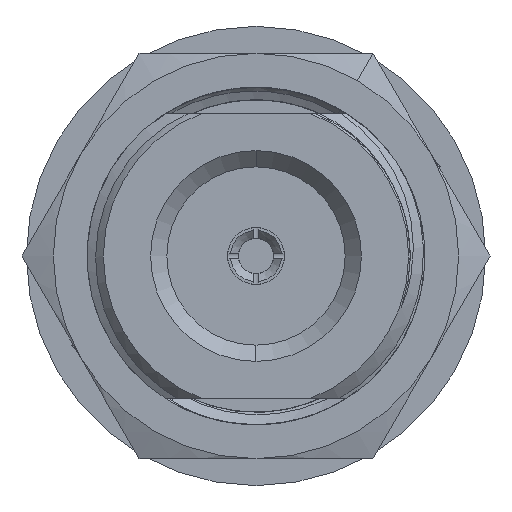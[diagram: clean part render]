
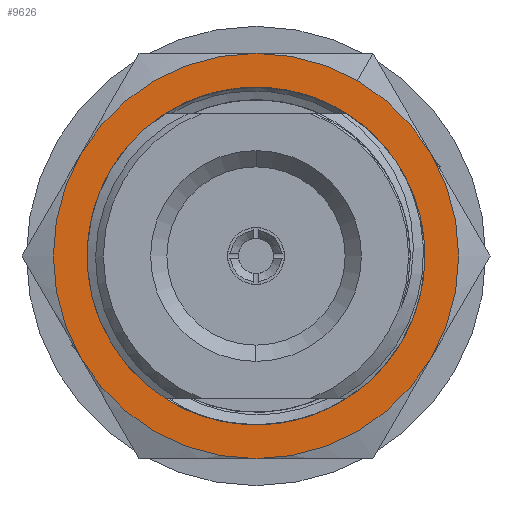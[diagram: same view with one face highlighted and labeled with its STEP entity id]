
A CAD part, left-side view. The second image highlights one B-rep face of the part: STEP entity #9626.
In plain terms, the highlighted planar face has unit normal (-1, 0, 0).
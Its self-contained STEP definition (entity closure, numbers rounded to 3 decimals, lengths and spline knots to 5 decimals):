
#2912 = CARTESIAN_POINT ( 'NONE',  ( 0.457, 0., 0. ) ) ;
#4189 = AXIS2_PLACEMENT_3D ( 'NONE', #17785, #86018, #40554 ) ;
#4492 = VERTEX_POINT ( 'NONE', #40236 ) ;
#4506 = ORIENTED_EDGE ( 'NONE', *, *, #29217, .T. ) ;
#4793 = CIRCLE ( 'NONE', #4189, 0.375 ) ;
#7230 = DIRECTION ( 'NONE',  ( 0., -0.5, 0.866 ) ) ;
#8092 = CARTESIAN_POINT ( 'NONE',  ( 0.457, 0., 0. ) ) ;
#9626 = ADVANCED_FACE ( 'NONE', ( #39384, #68835 ), #35273, .F. ) ;
#12908 = DIRECTION ( 'NONE',  ( -1., 0., 0. ) ) ;
#14384 = CARTESIAN_POINT ( 'NONE',  ( 0.457, 0., 0. ) ) ;
#14520 = DIRECTION ( 'NONE',  ( -1., 0., 0. ) ) ;
#15271 = CIRCLE ( 'NONE', #55203, 0.375 ) ;
#15964 = EDGE_CURVE ( 'NONE', #27989, #4492, #59302, .T. ) ;
#16344 = VERTEX_POINT ( 'NONE', #84590 ) ;
#16361 = DIRECTION ( 'NONE',  ( 0., -0.5, 0.866 ) ) ;
#16724 = CARTESIAN_POINT ( 'NONE',  ( 0.457, 0.32476, -0.1875 ) ) ;
#17194 = CIRCLE ( 'NONE', #21386, 0.3125 ) ;
#17785 = CARTESIAN_POINT ( 'NONE',  ( 0.457, 0., 0. ) ) ;
#18852 = EDGE_CURVE ( 'NONE', #57804, #97725, #85151, .T. ) ;
#19845 = CARTESIAN_POINT ( 'NONE',  ( 0.457, 0.28735, -0.12282 ) ) ;
#19952 = CIRCLE ( 'NONE', #20537, 0.375 ) ;
#20407 = CIRCLE ( 'NONE', #30018, 0.375 ) ;
#20537 = AXIS2_PLACEMENT_3D ( 'NONE', #72242, #42287, #41321 ) ;
#21386 = AXIS2_PLACEMENT_3D ( 'NONE', #14384, #96177, #80689 ) ;
#21473 = CARTESIAN_POINT ( 'NONE',  ( 0.457, 0., 0. ) ) ;
#23449 = ORIENTED_EDGE ( 'NONE', *, *, #36439, .T. ) ;
#27989 = VERTEX_POINT ( 'NONE', #36320 ) ;
#28136 = CARTESIAN_POINT ( 'NONE',  ( 0.457, 0., 0. ) ) ;
#29217 = EDGE_CURVE ( 'NONE', #42324, #93179, #4793, .T. ) ;
#29325 = CARTESIAN_POINT ( 'NONE',  ( 0.457, 0.32476, 0.1875 ) ) ;
#29924 = AXIS2_PLACEMENT_3D ( 'NONE', #8092, #60874, #16361 ) ;
#30018 = AXIS2_PLACEMENT_3D ( 'NONE', #2912, #55724, #41255 ) ;
#30390 = DIRECTION ( 'NONE',  ( 0., -0.5, 0.866 ) ) ;
#31485 = ORIENTED_EDGE ( 'NONE', *, *, #84532, .T. ) ;
#31699 = EDGE_LOOP ( 'NONE', ( #83289, #93147, #55101 ) ) ;
#35273 = PLANE ( 'NONE',  #75973 ) ;
#36320 = CARTESIAN_POINT ( 'NONE',  ( 0.457, 0.11635, -0.29003 ) ) ;
#36439 = EDGE_CURVE ( 'NONE', #93179, #57804, #53512, .T. ) ;
#36788 = EDGE_CURVE ( 'NONE', #48021, #27989, #38229, .T. ) ;
#37169 = AXIS2_PLACEMENT_3D ( 'NONE', #74374, #74052, #96474 ) ;
#38229 = CIRCLE ( 'NONE', #37169, 0.3125 ) ;
#38443 = ORIENTED_EDGE ( 'NONE', *, *, #71982, .T. ) ;
#38471 = AXIS2_PLACEMENT_3D ( 'NONE', #51463, #14520, #7230 ) ;
#39384 = FACE_BOUND ( 'NONE', #31699, .T. ) ;
#40236 = CARTESIAN_POINT ( 'NONE',  ( 0.457, 0.15625, -0.27063 ) ) ;
#40554 = DIRECTION ( 'NONE',  ( 0., -0.5, 0.866 ) ) ;
#41255 = DIRECTION ( 'NONE',  ( 0., -0.5, 0.866 ) ) ;
#41321 = DIRECTION ( 'NONE',  ( 0., -0.5, 0.866 ) ) ;
#42287 = DIRECTION ( 'NONE',  ( 1., 0., 0. ) ) ;
#42324 = VERTEX_POINT ( 'NONE', #29325 ) ;
#43730 = EDGE_CURVE ( 'NONE', #49475, #97725, #19952, .T. ) ;
#44141 = ORIENTED_EDGE ( 'NONE', *, *, #90349, .T. ) ;
#45876 = DIRECTION ( 'NONE',  ( -1., 0., 0. ) ) ;
#47643 = CARTESIAN_POINT ( 'NONE',  ( 0.457, 0., 0.375 ) ) ;
#48021 = VERTEX_POINT ( 'NONE', #19845 ) ;
#49115 = DIRECTION ( 'NONE',  ( 0., -0.5, 0.866 ) ) ;
#49475 = VERTEX_POINT ( 'NONE', #69099 ) ;
#49905 = DIRECTION ( 'NONE',  ( 0., -0.5, 0.866 ) ) ;
#51463 = CARTESIAN_POINT ( 'NONE',  ( 0.457, 0., 0. ) ) ;
#52636 = CARTESIAN_POINT ( 'NONE',  ( 0.457, 0., -0.375 ) ) ;
#53512 = CIRCLE ( 'NONE', #38471, 0.375 ) ;
#54632 = AXIS2_PLACEMENT_3D ( 'NONE', #21473, #12908, #74201 ) ;
#55101 = ORIENTED_EDGE ( 'NONE', *, *, #36788, .T. ) ;
#55203 = AXIS2_PLACEMENT_3D ( 'NONE', #60066, #45876, #30390 ) ;
#55724 = DIRECTION ( 'NONE',  ( -1., 0., 0. ) ) ;
#55808 = CARTESIAN_POINT ( 'NONE',  ( 0.457, -0.32476, -0.1875 ) ) ;
#57804 = VERTEX_POINT ( 'NONE', #52636 ) ;
#57823 = DIRECTION ( 'NONE',  ( -1., 0., 0. ) ) ;
#58294 = AXIS2_PLACEMENT_3D ( 'NONE', #28136, #57823, #49905 ) ;
#59302 = CIRCLE ( 'NONE', #29924, 0.3125 ) ;
#59656 = EDGE_CURVE ( 'NONE', #4492, #48021, #17194, .T. ) ;
#60066 = CARTESIAN_POINT ( 'NONE',  ( 0.457, 0., 0. ) ) ;
#60874 = DIRECTION ( 'NONE',  ( 1., 0., 0. ) ) ;
#68806 = CIRCLE ( 'NONE', #58294, 0.375 ) ;
#68835 = FACE_OUTER_BOUND ( 'NONE', #84850, .T. ) ;
#69099 = CARTESIAN_POINT ( 'NONE',  ( 0.457, -0.32476, 0.1875 ) ) ;
#71982 = EDGE_CURVE ( 'NONE', #49475, #16344, #15271, .T. ) ;
#72242 = CARTESIAN_POINT ( 'NONE',  ( 0.457, 0., 0. ) ) ;
#73942 = ORIENTED_EDGE ( 'NONE', *, *, #43730, .F. ) ;
#74052 = DIRECTION ( 'NONE',  ( 1., 0., 0. ) ) ;
#74201 = DIRECTION ( 'NONE',  ( 0., -0.5, 0.866 ) ) ;
#74374 = CARTESIAN_POINT ( 'NONE',  ( 0.457, 0., 0. ) ) ;
#75973 = AXIS2_PLACEMENT_3D ( 'NONE', #95571, #94606, #49115 ) ;
#76255 = ORIENTED_EDGE ( 'NONE', *, *, #18852, .T. ) ;
#80689 = DIRECTION ( 'NONE',  ( 0., -0.5, 0.866 ) ) ;
#83289 = ORIENTED_EDGE ( 'NONE', *, *, #15964, .T. ) ;
#84532 = EDGE_CURVE ( 'NONE', #89623, #42324, #68806, .T. ) ;
#84590 = CARTESIAN_POINT ( 'NONE',  ( 0.457, -0.1875, 0.32476 ) ) ;
#84850 = EDGE_LOOP ( 'NONE', ( #38443, #44141, #31485, #4506, #23449, #76255, #73942 ) ) ;
#85151 = CIRCLE ( 'NONE', #54632, 0.375 ) ;
#86018 = DIRECTION ( 'NONE',  ( -1., 0., 0. ) ) ;
#89623 = VERTEX_POINT ( 'NONE', #47643 ) ;
#90349 = EDGE_CURVE ( 'NONE', #16344, #89623, #20407, .T. ) ;
#93147 = ORIENTED_EDGE ( 'NONE', *, *, #59656, .T. ) ;
#93179 = VERTEX_POINT ( 'NONE', #16724 ) ;
#94606 = DIRECTION ( 'NONE',  ( 1., 0., 0. ) ) ;
#95571 = CARTESIAN_POINT ( 'NONE',  ( 0.457, 0., 0. ) ) ;
#96177 = DIRECTION ( 'NONE',  ( 1., 0., 0. ) ) ;
#96474 = DIRECTION ( 'NONE',  ( 0., -0.5, 0.866 ) ) ;
#97725 = VERTEX_POINT ( 'NONE', #55808 ) ;
